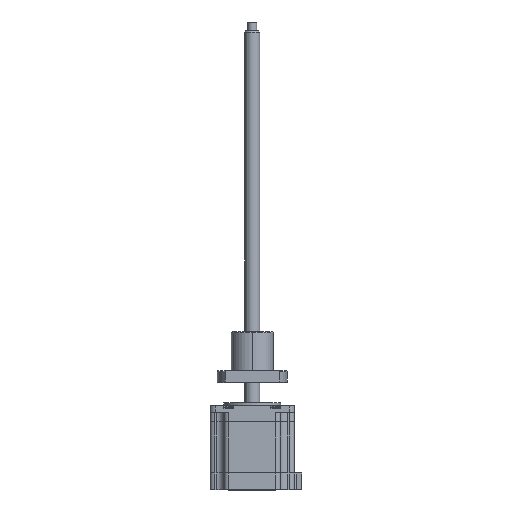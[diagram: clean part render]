
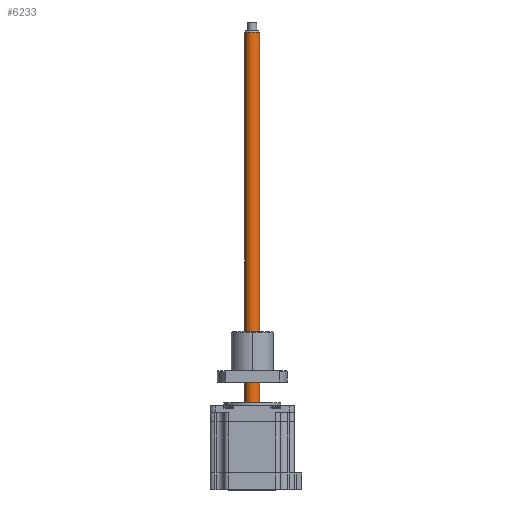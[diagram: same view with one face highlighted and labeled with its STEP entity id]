
A CAD part, top view. The second image highlights one B-rep face of the part: STEP entity #6233.
In plain terms, the highlighted cylindrical face has radius 5 mm (diameter 10 mm), a partial arc.
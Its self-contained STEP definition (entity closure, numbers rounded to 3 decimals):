
#241 = ORIENTED_EDGE ( 'NONE', *, *, #7782, .F. ) ;
#273 = EDGE_CURVE ( 'NONE', #5888, #10737, #3067, .T. ) ;
#355 = ORIENTED_EDGE ( 'NONE', *, *, #3256, .F. ) ;
#589 = CARTESIAN_POINT ( 'NONE',  ( -11.379, 233.328, 63.632 ) ) ;
#746 = DIRECTION ( 'NONE',  ( 0., -1., 0. ) ) ;
#1311 = CARTESIAN_POINT ( 'NONE',  ( -11.379, 234.328, 63.632 ) ) ;
#1505 = CYLINDRICAL_SURFACE ( 'NONE', #9450, 5. ) ;
#3043 = DIRECTION ( 'NONE',  ( -1., 0., 0.004 ) ) ;
#3067 = LINE ( 'NONE', #5625, #5016 ) ;
#3256 = EDGE_CURVE ( 'NONE', #4451, #10737, #10884, .T. ) ;
#3466 = CIRCLE ( 'NONE', #10692, 5. ) ;
#3561 = AXIS2_PLACEMENT_3D ( 'NONE', #9144, #9094, #9059 ) ;
#3583 = DIRECTION ( 'NONE',  ( 0., -1., 0. ) ) ;
#3840 = VERTEX_POINT ( 'NONE', #589 ) ;
#4321 = ORIENTED_EDGE ( 'NONE', *, *, #273, .T. ) ;
#4451 = VERTEX_POINT ( 'NONE', #10604 ) ;
#5016 = VECTOR ( 'NONE', #3583, 1000. ) ;
#5357 = CARTESIAN_POINT ( 'NONE',  ( -21.379, -15.672, 63.668 ) ) ;
#5625 = CARTESIAN_POINT ( 'NONE',  ( -21.379, 234.328, 63.668 ) ) ;
#5888 = VERTEX_POINT ( 'NONE', #7289 ) ;
#5931 = CARTESIAN_POINT ( 'NONE',  ( -16.379, 234.328, 63.65 ) ) ;
#6233 = ADVANCED_FACE ( 'NONE', ( #12431 ), #1505, .T. ) ;
#6554 = EDGE_LOOP ( 'NONE', ( #241, #8709, #4321, #355 ) ) ;
#6641 = CARTESIAN_POINT ( 'NONE',  ( -16.379, 233.328, 63.65 ) ) ;
#7289 = CARTESIAN_POINT ( 'NONE',  ( -21.379, 233.328, 63.668 ) ) ;
#7615 = DIRECTION ( 'NONE',  ( 1., 0., -0.004 ) ) ;
#7782 = EDGE_CURVE ( 'NONE', #3840, #4451, #10977, .T. ) ;
#8020 = EDGE_CURVE ( 'NONE', #3840, #5888, #3466, .T. ) ;
#8230 = VECTOR ( 'NONE', #12261, 1000. ) ;
#8709 = ORIENTED_EDGE ( 'NONE', *, *, #8020, .T. ) ;
#9059 = DIRECTION ( 'NONE',  ( -1., 0., 0.004 ) ) ;
#9094 = DIRECTION ( 'NONE',  ( 0., -1., 0. ) ) ;
#9144 = CARTESIAN_POINT ( 'NONE',  ( -16.379, -15.672, 63.65 ) ) ;
#9450 = AXIS2_PLACEMENT_3D ( 'NONE', #5931, #11014, #3043 ) ;
#10604 = CARTESIAN_POINT ( 'NONE',  ( -11.379, -15.672, 63.632 ) ) ;
#10692 = AXIS2_PLACEMENT_3D ( 'NONE', #6641, #746, #7615 ) ;
#10737 = VERTEX_POINT ( 'NONE', #5357 ) ;
#10884 = CIRCLE ( 'NONE', #3561, 5. ) ;
#10977 = LINE ( 'NONE', #1311, #8230 ) ;
#11014 = DIRECTION ( 'NONE',  ( 0., -1., 0. ) ) ;
#12261 = DIRECTION ( 'NONE',  ( 0., -1., 0. ) ) ;
#12431 = FACE_OUTER_BOUND ( 'NONE', #6554, .T. ) ;
